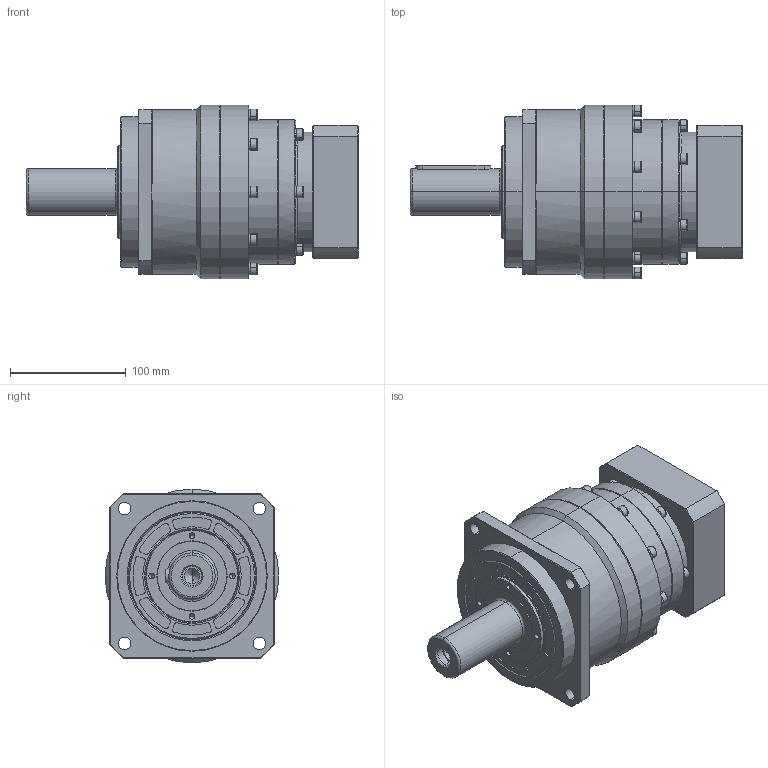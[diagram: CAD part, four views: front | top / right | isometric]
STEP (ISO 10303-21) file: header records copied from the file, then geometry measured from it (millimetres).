
FILE_DESCRIPTION (( 'STEP AP203' ), '1' );
FILE_NAME ('KS142L2-95-24-60-M6-115俋倛芞.STEP', '2023-02-22T08:03:31', ( 'PC' ), ( 'Microsoft' ), 'SwSTEP 2.0', 'SolidWorks 2016', '' );
FILE_SCHEMA (( 'CONFIG_CONTROL_DESIGN' ));
Length unit declared in the file: millimetre
Products named in the file (11): hexagon socket head cap screws gb_GB_FASTENER_SCREWS_HSHCS M6X20-N; hex socket set screws with flat point gb_GB_FASTENER_SCREWS_HSFP M16X16-N; 一级齿圈加出轴KS142外形图; 一级整体太阳轮带夹套外形图 KB115-D24; 二级齿圈KD140外形图; KS142L2-95-24-60-M6-115俋倛芞; 笢潔楊擘 KS115 俋倛芞; 萇儂楊擘 AKB115 D95-M6-115F115H39; spring lock washers--normal type gb_GB_FASTENER_WASHER_SW 6; hexagon socket head cap screws gb_GB_FASTENER_SCREWS_HSHCS M6X35-N; hexagon socket head cap screws gb_GB_FASTENER_SCREWS_HSHCS M6X25-N
Assembly tree (50 placements, depth 2):
  KS142L2-95-24-60-M6-115俋倛芞
    一级齿圈加出轴KS142外形图
    二级齿圈KD140外形图
    笢潔楊擘 KS115 俋倛芞
    萇儂楊擘 AKB115 D95-M6-115F115H39
    spring lock washers--normal type gb_GB_FASTENER_WASHER_SW 6  x22
    hexagon socket head cap screws gb_GB_FASTENER_SCREWS_HSHCS M6X35-N  x10
    hexagon socket head cap screws gb_GB_FASTENER_SCREWS_HSHCS M6X25-N  x6
    hexagon socket head cap screws gb_GB_FASTENER_SCREWS_HSHCS M6X20-N  x6
    hex socket set screws with flat point gb_GB_FASTENER_SCREWS_HSFP M16X16-N
    一级整体太阳轮带夹套外形图 KB115-D24
Bounding box: 287 x 150 x 150 mm (x, y, z)
Volume: 2795404.1 mm3; surface area: 292434.2 mm2
Topology: 51 solids, 51 shells, 1355 faces, 3253 edges, 1998 vertices
Faces by surface type: plane 587, cylinder 482, cone 236, torus 50
Entity records: 22850 total; most frequent: CARTESIAN_POINT 4120, DIRECTION 3745, ORIENTED_EDGE 3262, EDGE_CURVE 1631, AXIS2_PLACEMENT_3D 1506, VERTEX_POINT 1035, EDGE_LOOP 784, CIRCLE 783
